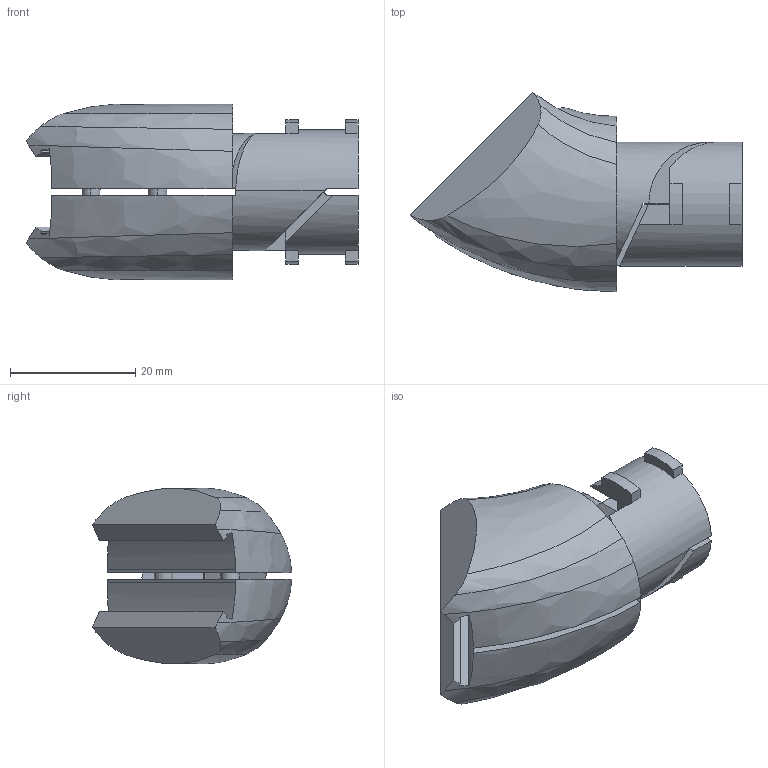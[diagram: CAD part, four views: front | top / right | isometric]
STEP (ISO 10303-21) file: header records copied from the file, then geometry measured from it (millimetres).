
FILE_DESCRIPTION(('STEP AP214'),'1');
FILE_NAME('cctmp_6070A811-0A55-44D6-A84F-FA266E71AA04_2024_10_29_15_55_52_0740_7240..stp','2024-10-29T14:55:53',('Bosch Rexroth AG'),('CADClick - www.CADClick.com'),'Spatial InterOp 3D',' ','unknown authorization - (Healing Option Enabled)');
FILE_SCHEMA(('AUTOMOTIVE_DESIGN'));
Length unit declared in the file: millimetre
Products named in the file (2): 1; 2
Bounding box: 52.96 x 31.82 x 28 mm (x, y, z)
Volume: 19072.7 mm3; surface area: 7309.4 mm2
Topology: 2 solids, 2 shells, 84 faces, 230 edges, 154 vertices
Faces by surface type: plane 50, bspline 14, cylinder 12, cone 8
Entity records: 4519 total; most frequent: CARTESIAN_POINT 1768, ORIENTED_EDGE 460, DIRECTION 370, EDGE_CURVE 230, VERTEX_POINT 154, AXIS2_PLACEMENT_3D 130, LINE 110, VECTOR 110
